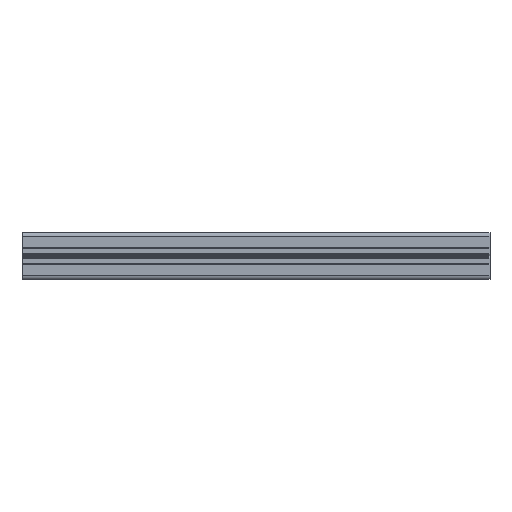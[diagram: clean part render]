
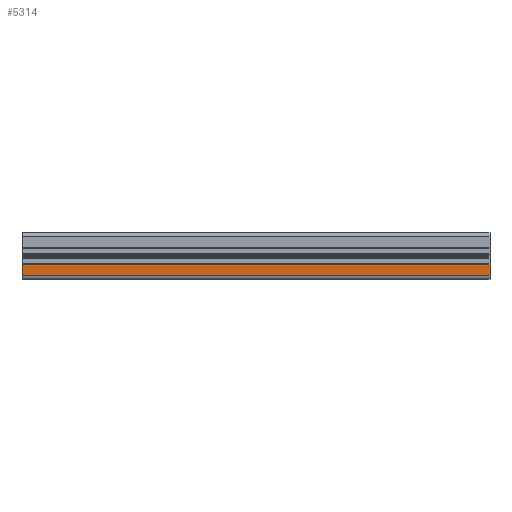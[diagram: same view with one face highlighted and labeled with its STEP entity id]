
A CAD part, left-side view. The second image highlights one B-rep face of the part: STEP entity #5314.
In plain terms, the highlighted planar face has unit normal (-1, 0, 0).
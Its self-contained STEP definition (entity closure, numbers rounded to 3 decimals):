
#205 = DIRECTION ( 'NONE',  ( 0., 0., 1. ) ) ;
#367 = CARTESIAN_POINT ( 'NONE',  ( -10., 0., -8.5 ) ) ;
#371 = VERTEX_POINT ( 'NONE', #2300 ) ;
#457 = DIRECTION ( 'NONE',  ( 0., 0., 1. ) ) ;
#507 = VECTOR ( 'NONE', #3758, 1000. ) ;
#513 = CARTESIAN_POINT ( 'NONE',  ( -10., 0., -3.7 ) ) ;
#620 = LINE ( 'NONE', #2563, #2997 ) ;
#794 = DIRECTION ( 'NONE',  ( 0., 0., 1. ) ) ;
#801 = ORIENTED_EDGE ( 'NONE', *, *, #929, .T. ) ;
#803 = CARTESIAN_POINT ( 'NONE',  ( -10., 200., -3.7 ) ) ;
#910 = LINE ( 'NONE', #367, #507 ) ;
#929 = EDGE_CURVE ( 'NONE', #932, #953, #2428, .T. ) ;
#932 = VERTEX_POINT ( 'NONE', #2632 ) ;
#953 = VERTEX_POINT ( 'NONE', #513 ) ;
#1843 = ORIENTED_EDGE ( 'NONE', *, *, #3697, .T. ) ;
#2300 = CARTESIAN_POINT ( 'NONE',  ( -10., 200., -8.5 ) ) ;
#2413 = CARTESIAN_POINT ( 'NONE',  ( -10., 0., -8.5 ) ) ;
#2428 = LINE ( 'NONE', #3044, #4040 ) ;
#2556 = EDGE_CURVE ( 'NONE', #932, #371, #910, .T. ) ;
#2563 = CARTESIAN_POINT ( 'NONE',  ( -10., 0., -3.7 ) ) ;
#2632 = CARTESIAN_POINT ( 'NONE',  ( -10., 0., -8.5 ) ) ;
#2776 = EDGE_LOOP ( 'NONE', ( #801, #1843, #3513, #4925 ) ) ;
#2997 = VECTOR ( 'NONE', #4318, 1000. ) ;
#3044 = CARTESIAN_POINT ( 'NONE',  ( -10., 0., -8.5 ) ) ;
#3125 = LINE ( 'NONE', #3407, #3866 ) ;
#3407 = CARTESIAN_POINT ( 'NONE',  ( -10., 200., 0. ) ) ;
#3513 = ORIENTED_EDGE ( 'NONE', *, *, #4589, .F. ) ;
#3691 = DIRECTION ( 'NONE',  ( -1., 0., 0. ) ) ;
#3697 = EDGE_CURVE ( 'NONE', #953, #4097, #620, .T. ) ;
#3758 = DIRECTION ( 'NONE',  ( 0., 1., 0. ) ) ;
#3788 = FACE_OUTER_BOUND ( 'NONE', #2776, .T. ) ;
#3866 = VECTOR ( 'NONE', #794, 1000. ) ;
#4040 = VECTOR ( 'NONE', #457, 1000. ) ;
#4097 = VERTEX_POINT ( 'NONE', #803 ) ;
#4318 = DIRECTION ( 'NONE',  ( 0., 1., 0. ) ) ;
#4589 = EDGE_CURVE ( 'NONE', #371, #4097, #3125, .T. ) ;
#4925 = ORIENTED_EDGE ( 'NONE', *, *, #2556, .F. ) ;
#5016 = PLANE ( 'NONE',  #5131 ) ;
#5131 = AXIS2_PLACEMENT_3D ( 'NONE', #2413, #3691, #205 ) ;
#5314 = ADVANCED_FACE ( 'NONE', ( #3788 ), #5016, .T. ) ;
